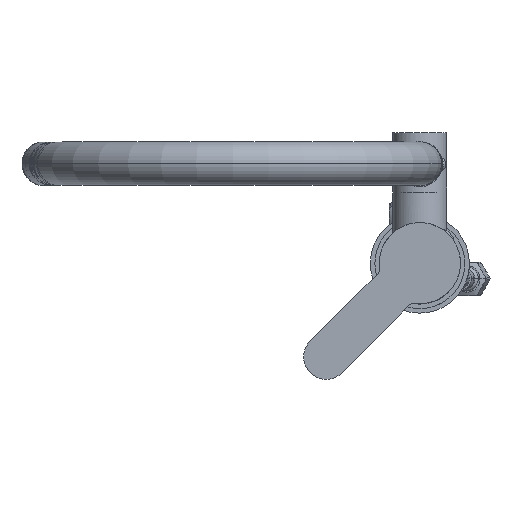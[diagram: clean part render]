
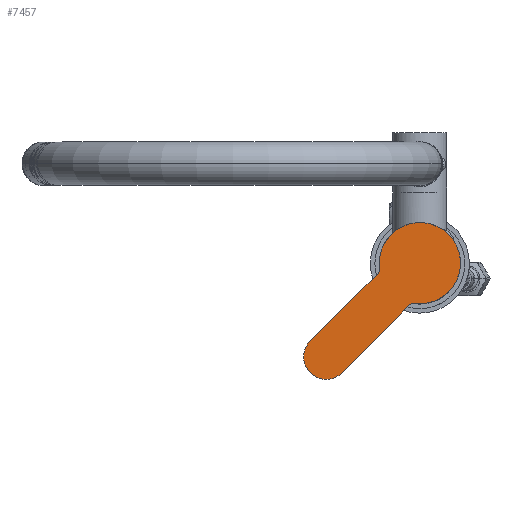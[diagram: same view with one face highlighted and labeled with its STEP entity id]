
A CAD part, top view. The second image highlights one B-rep face of the part: STEP entity #7457.
In plain terms, the highlighted planar face has unit normal (0, 0, 1).
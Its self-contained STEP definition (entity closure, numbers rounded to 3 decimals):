
#623=LINE('',#49297,#2520);
#624=LINE('',#49298,#2521);
#2520=VECTOR('',#35185,1.);
#2521=VECTOR('',#35186,1.);
#4839=FACE_OUTER_BOUND('',#11850,.T.);
#6502=PLANE('',#31469);
#7457=ADVANCED_FACE('',(#4839),#6502,.T.);
#11850=EDGE_LOOP('',(#14877,#14878,#14879,#14880,#14881,#14882,#14883,#14884));
#14877=ORIENTED_EDGE('',*,*,#25810,.T.);
#14878=ORIENTED_EDGE('',*,*,#25907,.F.);
#14879=ORIENTED_EDGE('',*,*,#25804,.T.);
#14880=ORIENTED_EDGE('',*,*,#25908,.F.);
#14881=ORIENTED_EDGE('',*,*,#25808,.T.);
#14882=ORIENTED_EDGE('',*,*,#25904,.T.);
#14883=ORIENTED_EDGE('',*,*,#25898,.T.);
#14884=ORIENTED_EDGE('',*,*,#25906,.T.);
#22816=VERTEX_POINT('',#48992);
#22819=VERTEX_POINT('',#48997);
#22820=VERTEX_POINT('',#49001);
#22823=VERTEX_POINT('',#49006);
#22825=VERTEX_POINT('',#49011);
#22826=VERTEX_POINT('',#49013);
#22884=VERTEX_POINT('',#49262);
#22886=VERTEX_POINT('',#49265);
#25804=EDGE_CURVE('',#22816,#22819,#29925,.T.);
#25808=EDGE_CURVE('',#22820,#22823,#29927,.T.);
#25810=EDGE_CURVE('',#22826,#22825,#29928,.T.);
#25898=EDGE_CURVE('',#22886,#22884,#29939,.T.);
#25904=EDGE_CURVE('',#22823,#22886,#29941,.T.);
#25906=EDGE_CURVE('',#22884,#22826,#29943,.T.);
#25907=EDGE_CURVE('',#22816,#22825,#623,.T.);
#25908=EDGE_CURVE('',#22820,#22819,#624,.T.);
#29925=CIRCLE('',#31412,12.5);
#29927=CIRCLE('',#31415,3.);
#29928=CIRCLE('',#31417,3.);
#29939=CIRCLE('',#31460,22.5);
#29941=CIRCLE('',#31465,22.5);
#29943=CIRCLE('',#31467,22.5);
#31412=AXIS2_PLACEMENT_3D('',#48998,#34995,#34996);
#31415=AXIS2_PLACEMENT_3D('',#49007,#35003,#35004);
#31417=AXIS2_PLACEMENT_3D('',#49012,#35008,#35009);
#31460=AXIS2_PLACEMENT_3D('',#49264,#35164,#35165);
#31465=AXIS2_PLACEMENT_3D('',#49293,#35177,#35178);
#31467=AXIS2_PLACEMENT_3D('',#49295,#35181,#35182);
#31469=AXIS2_PLACEMENT_3D('',#49299,#35187,#35188);
#34995=DIRECTION('',(0.,0.,1.));
#34996=DIRECTION('',(-0.707,0.707,0.));
#35003=DIRECTION('',(0.,0.,-1.));
#35004=DIRECTION('',(-0.707,0.707,0.));
#35008=DIRECTION('',(0.,0.,-1.));
#35009=DIRECTION('',(0.991,0.132,0.));
#35164=DIRECTION('',(0.,0.,1.));
#35165=DIRECTION('',(0.707,-0.707,0.));
#35177=DIRECTION('',(0.,0.,1.));
#35178=DIRECTION('',(-0.132,-0.991,0.));
#35181=DIRECTION('',(0.,0.,1.));
#35182=DIRECTION('',(-0.707,0.707,0.));
#35185=DIRECTION('',(0.707,0.707,0.));
#35186=DIRECTION('',(-0.707,-0.707,0.));
#35187=DIRECTION('',(0.,0.,1.));
#35188=DIRECTION('',(-0.707,0.707,0.));
#48992=CARTESIAN_POINT('',(-60.811,-43.134,125.95));
#48997=CARTESIAN_POINT('',(-43.134,-60.811,125.95));
#48998=CARTESIAN_POINT('',(-51.972,-51.972,125.95));
#49001=CARTESIAN_POINT('',(-5.479,-23.157,125.95));
#49006=CARTESIAN_POINT('',(-2.963,-22.304,125.95));
#49007=CARTESIAN_POINT('',(-3.358,-25.278,125.95));
#49011=CARTESIAN_POINT('',(-23.157,-5.479,125.95));
#49012=CARTESIAN_POINT('',(-25.278,-3.358,125.95));
#49013=CARTESIAN_POINT('',(-22.304,-2.963,125.95));
#49262=CARTESIAN_POINT('',(-15.91,15.91,125.95));
#49264=CARTESIAN_POINT('',(0.,0.,
125.95));
#49265=CARTESIAN_POINT('',(15.91,-15.91,125.95));
#49293=CARTESIAN_POINT('',(0.,0.,
125.95));
#49295=CARTESIAN_POINT('',(0.,0.,
125.95));
#49297=CARTESIAN_POINT('',(-60.811,-43.134,125.95));
#49298=CARTESIAN_POINT('',(-5.479,-23.157,125.95));
#49299=CARTESIAN_POINT('',(0.,0.,
125.95));
